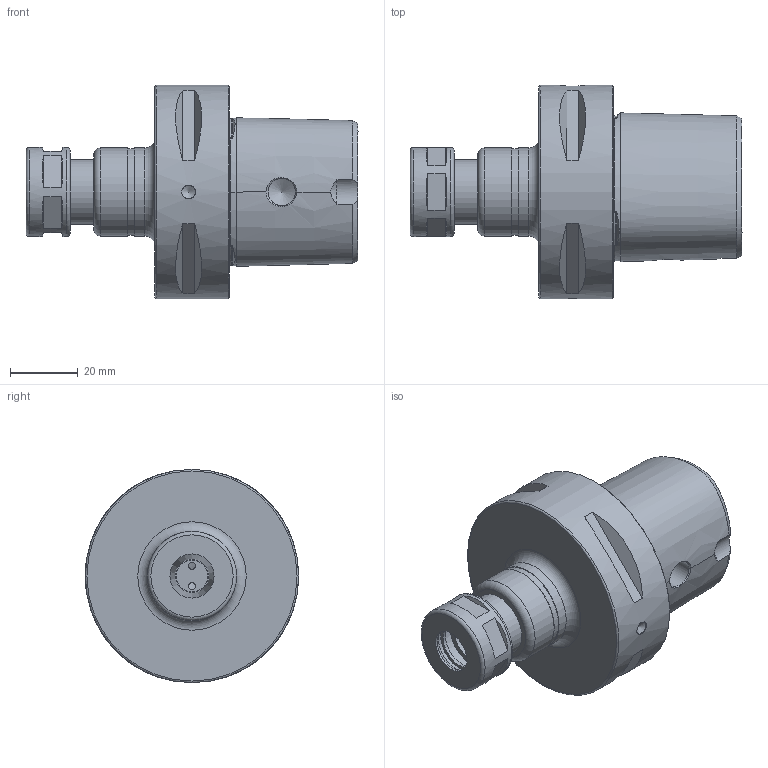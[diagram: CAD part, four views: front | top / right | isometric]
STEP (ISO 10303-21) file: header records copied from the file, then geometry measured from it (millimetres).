
FILE_DESCRIPTION((''),'2;1');
FILE_NAME('670000609060-3D.stp','2021-02-01T09:52:17',('nttooll'),(''),'Autodesk Inventor 2012','Autodesk Inventor 2012','');
FILE_SCHEMA(('AUTOMOTIVE_DESIGN { 1 0 10303 214 1 1 1 1 }'));
Length unit declared in the file: millimetre
Products named in the file (1): 670000609060-3D
Bounding box: 98 x 63 x 63 mm (x, y, z)
Volume: 108816.4 mm3; surface area: 26076.4 mm2
Topology: 1 solids, 2 shells, 127 faces, 266 edges, 168 vertices
Faces by surface type: plane 53, cylinder 29, cone 24, bspline 12, torus 9
Full cylindrical faces by diameter (mm): 2 x2, 4 x1, 8.1 x3, 9.3 x1, 10.5 x1, 13 x1, 13.5 x1, 14 x1, 15.5 x1, 19 x2, 20 x2, 21 x1, 25.6 x1, 26 x2, 26.3 x1, 28 x2, 32 x1, 63 x1
Entity records: 6847 total; most frequent: CARTESIAN_POINT 4392, DIRECTION 476, ORIENTED_EDGE 396, AXIS2_PLACEMENT_3D 212, EDGE_LOOP 210, EDGE_CURVE 198, VERTEX_POINT 154, FACE_OUTER_BOUND 125
